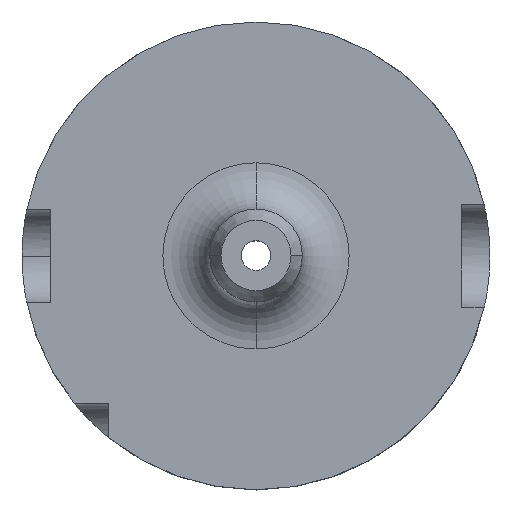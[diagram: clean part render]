
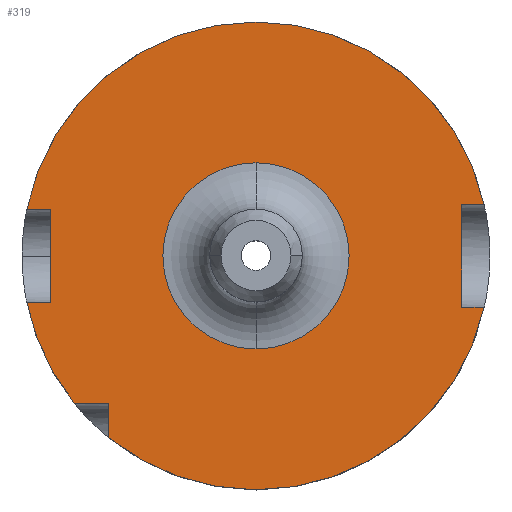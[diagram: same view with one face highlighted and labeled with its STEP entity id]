
A CAD part, top view. The second image highlights one B-rep face of the part: STEP entity #319.
In plain terms, the highlighted planar face has unit normal (0, 0, 1).
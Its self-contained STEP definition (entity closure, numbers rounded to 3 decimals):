
#44 = AXIS2_PLACEMENT_3D ( 'NONE', #2175, #903, #1333 ) ;
#48 = ORIENTED_EDGE ( 'NONE', *, *, #2210, .F. ) ;
#51 = EDGE_CURVE ( 'NONE', #2362, #927, #2047, .T. ) ;
#65 = LINE ( 'NONE', #2065, #1318 ) ;
#78 = DIRECTION ( 'NONE',  ( 0., 1., 0. ) ) ;
#96 = EDGE_CURVE ( 'NONE', #589, #440, #673, .T. ) ;
#131 = CARTESIAN_POINT ( 'NONE',  ( 0., 0., 29. ) ) ;
#143 = DIRECTION ( 'NONE',  ( 0., 0., -1. ) ) ;
#145 = ORIENTED_EDGE ( 'NONE', *, *, #2249, .F. ) ;
#166 = ORIENTED_EDGE ( 'NONE', *, *, #2157, .F. ) ;
#179 = VERTEX_POINT ( 'NONE', #2452 ) ;
#197 = CARTESIAN_POINT ( 'NONE',  ( 0., 10., 29. ) ) ;
#277 = VERTEX_POINT ( 'NONE', #2361 ) ;
#284 = CIRCLE ( 'NONE', #2229, 50. ) ;
#305 = DIRECTION ( 'NONE',  ( 0., -1., 0. ) ) ;
#319 = ADVANCED_FACE ( 'NONE', ( #1504, #1473 ), #685, .T. ) ;
#331 = CARTESIAN_POINT ( 'NONE',  ( 44., 11., 29. ) ) ;
#352 = VERTEX_POINT ( 'NONE', #2410 ) ;
#364 = CARTESIAN_POINT ( 'NONE',  ( 0., -31.5, 29. ) ) ;
#376 = LINE ( 'NONE', #2608, #1150 ) ;
#438 = VECTOR ( 'NONE', #2064, 1000. ) ;
#440 = VERTEX_POINT ( 'NONE', #2641 ) ;
#454 = AXIS2_PLACEMENT_3D ( 'NONE', #1312, #1536, #868 ) ;
#459 = VERTEX_POINT ( 'NONE', #1578 ) ;
#460 = VECTOR ( 'NONE', #533, 1000. ) ;
#469 = ORIENTED_EDGE ( 'NONE', *, *, #1734, .T. ) ;
#512 = VERTEX_POINT ( 'NONE', #1994 ) ;
#533 = DIRECTION ( 'NONE',  ( 1., 0., 0. ) ) ;
#548 = DIRECTION ( 'NONE',  ( 0., -1., 0. ) ) ;
#558 = ORIENTED_EDGE ( 'NONE', *, *, #1036, .F. ) ;
#589 = VERTEX_POINT ( 'NONE', #2627 ) ;
#639 = DIRECTION ( 'NONE',  ( 0., 1., 0. ) ) ;
#673 = LINE ( 'NONE', #1852, #2379 ) ;
#685 = PLANE ( 'NONE',  #44 ) ;
#714 = EDGE_CURVE ( 'NONE', #277, #512, #1467, .T. ) ;
#727 = ORIENTED_EDGE ( 'NONE', *, *, #96, .T. ) ;
#743 = LINE ( 'NONE', #1802, #1389 ) ;
#752 = CARTESIAN_POINT ( 'NONE',  ( 44., -11., 29. ) ) ;
#781 = VECTOR ( 'NONE', #1723, 1000. ) ;
#783 = EDGE_CURVE ( 'NONE', #589, #2661, #2282, .T. ) ;
#829 = EDGE_CURVE ( 'NONE', #1771, #1955, #65, .T. ) ;
#868 = DIRECTION ( 'NONE',  ( 0., 1., 0. ) ) ;
#903 = DIRECTION ( 'NONE',  ( 0., 0., 1. ) ) ;
#904 = VECTOR ( 'NONE', #970, 1000. ) ;
#914 = EDGE_CURVE ( 'NONE', #459, #1307, #376, .T. ) ;
#927 = VERTEX_POINT ( 'NONE', #1942 ) ;
#970 = DIRECTION ( 'NONE',  ( 0., -1., 0. ) ) ;
#1002 = CARTESIAN_POINT ( 'NONE',  ( 0., 0., 29. ) ) ;
#1005 = CIRCLE ( 'NONE', #454, 50. ) ;
#1021 = DIRECTION ( 'NONE',  ( 0., 0., -1. ) ) ;
#1036 = EDGE_CURVE ( 'NONE', #179, #277, #2658, .T. ) ;
#1132 = ORIENTED_EDGE ( 'NONE', *, *, #829, .T. ) ;
#1142 = VERTEX_POINT ( 'NONE', #1205 ) ;
#1150 = VECTOR ( 'NONE', #1737, 1000. ) ;
#1153 = CARTESIAN_POINT ( 'NONE',  ( 0., -19.906, 29. ) ) ;
#1184 = AXIS2_PLACEMENT_3D ( 'NONE', #2769, #1479, #1390 ) ;
#1186 = CARTESIAN_POINT ( 'NONE',  ( 0., -10., 29. ) ) ;
#1199 = EDGE_LOOP ( 'NONE', ( #558, #2469, #145, #2085, #1622, #1132, #166, #1524, #2503, #727, #48, #2218 ) ) ;
#1205 = CARTESIAN_POINT ( 'NONE',  ( -31.5, -38.83, 29. ) ) ;
#1246 = EDGE_CURVE ( 'NONE', #2661, #352, #2411, .T. ) ;
#1262 = DIRECTION ( 'NONE',  ( 0., -1., 0. ) ) ;
#1307 = VERTEX_POINT ( 'NONE', #2208 ) ;
#1312 = CARTESIAN_POINT ( 'NONE',  ( 0., 0., 29. ) ) ;
#1313 = CIRCLE ( 'NONE', #1665, 19.906 ) ;
#1318 = VECTOR ( 'NONE', #1889, 1000. ) ;
#1333 = DIRECTION ( 'NONE',  ( 0., -1., 0. ) ) ;
#1389 = VECTOR ( 'NONE', #78, 1000. ) ;
#1390 = DIRECTION ( 'NONE',  ( 0., 1., 0. ) ) ;
#1467 = CIRCLE ( 'NONE', #1744, 50. ) ;
#1473 = FACE_OUTER_BOUND ( 'NONE', #1199, .T. ) ;
#1479 = DIRECTION ( 'NONE',  ( 0., 0., -1. ) ) ;
#1504 = FACE_BOUND ( 'NONE', #1519, .T. ) ;
#1519 = EDGE_LOOP ( 'NONE', ( #1635, #469 ) ) ;
#1524 = ORIENTED_EDGE ( 'NONE', *, *, #1246, .F. ) ;
#1536 = DIRECTION ( 'NONE',  ( 0., 0., -1. ) ) ;
#1578 = CARTESIAN_POINT ( 'NONE',  ( 48.775, -11., 29. ) ) ;
#1622 = ORIENTED_EDGE ( 'NONE', *, *, #1869, .F. ) ;
#1635 = ORIENTED_EDGE ( 'NONE', *, *, #51, .T. ) ;
#1665 = AXIS2_PLACEMENT_3D ( 'NONE', #131, #2291, #548 ) ;
#1711 = EDGE_CURVE ( 'NONE', #1142, #179, #743, .T. ) ;
#1723 = DIRECTION ( 'NONE',  ( -1., 0., 0. ) ) ;
#1734 = EDGE_CURVE ( 'NONE', #927, #2362, #1313, .T. ) ;
#1737 = DIRECTION ( 'NONE',  ( -1., 0., 0. ) ) ;
#1744 = AXIS2_PLACEMENT_3D ( 'NONE', #2546, #2749, #2788 ) ;
#1771 = VERTEX_POINT ( 'NONE', #331 ) ;
#1802 = CARTESIAN_POINT ( 'NONE',  ( -31.5, 9.906, 29. ) ) ;
#1834 = AXIS2_PLACEMENT_3D ( 'NONE', #2780, #1021, #1262 ) ;
#1852 = CARTESIAN_POINT ( 'NONE',  ( -44., -10., 29. ) ) ;
#1869 = EDGE_CURVE ( 'NONE', #1771, #1307, #2795, .T. ) ;
#1889 = DIRECTION ( 'NONE',  ( 1., 0., 0. ) ) ;
#1903 = CARTESIAN_POINT ( 'NONE',  ( -48.99, 10., 29. ) ) ;
#1942 = CARTESIAN_POINT ( 'NONE',  ( 0., 19.906, 29. ) ) ;
#1955 = VERTEX_POINT ( 'NONE', #2182 ) ;
#1994 = CARTESIAN_POINT ( 'NONE',  ( -48.99, -10., 29. ) ) ;
#2047 = CIRCLE ( 'NONE', #1834, 19.906 ) ;
#2064 = DIRECTION ( 'NONE',  ( -1., 0., 0. ) ) ;
#2065 = CARTESIAN_POINT ( 'NONE',  ( 0., 11., 29. ) ) ;
#2085 = ORIENTED_EDGE ( 'NONE', *, *, #914, .T. ) ;
#2157 = EDGE_CURVE ( 'NONE', #352, #1955, #1005, .T. ) ;
#2175 = CARTESIAN_POINT ( 'NONE',  ( 0., 9.906, 29. ) ) ;
#2182 = CARTESIAN_POINT ( 'NONE',  ( 48.775, 11., 29. ) ) ;
#2208 = CARTESIAN_POINT ( 'NONE',  ( 44., -11., 29. ) ) ;
#2210 = EDGE_CURVE ( 'NONE', #512, #440, #2575, .T. ) ;
#2218 = ORIENTED_EDGE ( 'NONE', *, *, #714, .F. ) ;
#2229 = AXIS2_PLACEMENT_3D ( 'NONE', #1002, #143, #639 ) ;
#2249 = EDGE_CURVE ( 'NONE', #459, #1142, #284, .T. ) ;
#2282 = LINE ( 'NONE', #197, #781 ) ;
#2291 = DIRECTION ( 'NONE',  ( 0., 0., -1. ) ) ;
#2361 = CARTESIAN_POINT ( 'NONE',  ( -38.83, -31.5, 29. ) ) ;
#2362 = VERTEX_POINT ( 'NONE', #1153 ) ;
#2379 = VECTOR ( 'NONE', #305, 1000. ) ;
#2410 = CARTESIAN_POINT ( 'NONE',  ( 0., 50., 29. ) ) ;
#2411 = CIRCLE ( 'NONE', #1184, 50. ) ;
#2452 = CARTESIAN_POINT ( 'NONE',  ( -31.5, -31.5, 29. ) ) ;
#2469 = ORIENTED_EDGE ( 'NONE', *, *, #1711, .F. ) ;
#2503 = ORIENTED_EDGE ( 'NONE', *, *, #783, .F. ) ;
#2546 = CARTESIAN_POINT ( 'NONE',  ( 0., 0., 29. ) ) ;
#2575 = LINE ( 'NONE', #1186, #460 ) ;
#2608 = CARTESIAN_POINT ( 'NONE',  ( 0., -11., 29. ) ) ;
#2627 = CARTESIAN_POINT ( 'NONE',  ( -44., 10., 29. ) ) ;
#2641 = CARTESIAN_POINT ( 'NONE',  ( -44., -10., 29. ) ) ;
#2658 = LINE ( 'NONE', #364, #438 ) ;
#2661 = VERTEX_POINT ( 'NONE', #1903 ) ;
#2749 = DIRECTION ( 'NONE',  ( 0., 0., -1. ) ) ;
#2769 = CARTESIAN_POINT ( 'NONE',  ( 0., 0., 29. ) ) ;
#2780 = CARTESIAN_POINT ( 'NONE',  ( 0., 0., 29. ) ) ;
#2788 = DIRECTION ( 'NONE',  ( 0., 1., 0. ) ) ;
#2795 = LINE ( 'NONE', #752, #904 ) ;
